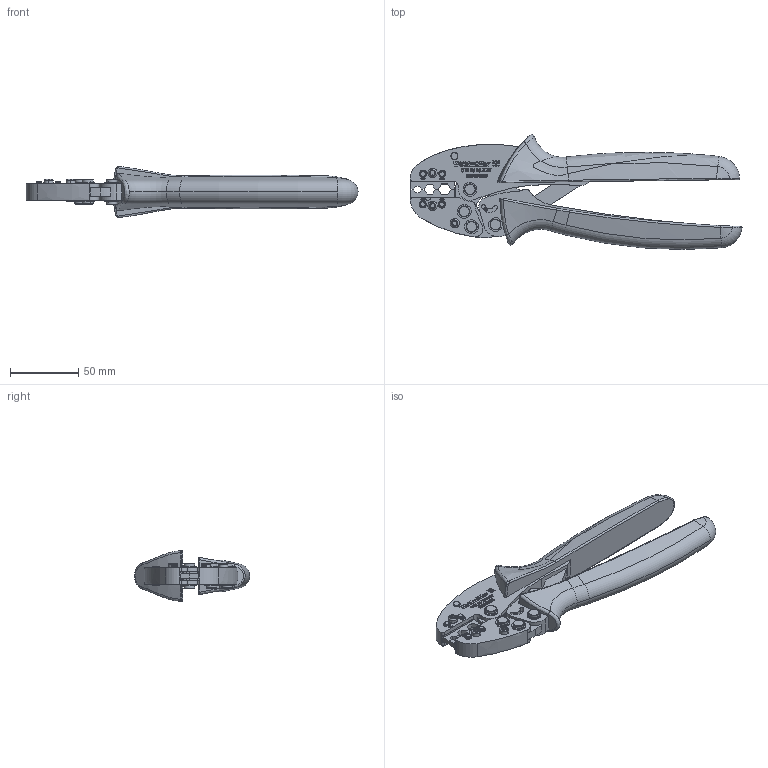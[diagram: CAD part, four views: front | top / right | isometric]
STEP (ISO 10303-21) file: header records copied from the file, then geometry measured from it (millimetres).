
FILE_DESCRIPTION(('CATIA V5 STEP Exchange','CAx-IF Rec.Pracs.--- Model Styling and Organization---1.5--- 2016-08-15','CAx-IF Rec.Pracs.---Supplemental Geometry---1.0---2011-11-01','CAx-IF Rec.Pracs.--- Composite Materials ---1.1---2010-07-15'),'2;1');
FILE_NAME ('010801-2_0', '2025-03-03T11:56:20+00:00', ('none'), ('Weidmueller'), 'CATIA Version 5-6 Release 2022 SP4 HF5', 'CATIA V5 STEP AP214 v3', 'none');
FILE_SCHEMA(('AUTOMOTIVE_DESIGN { 1 0 10303 214 1 1 1 1 }'));
Length unit declared in the file: millimetre
Products named in the file (1): 1292870000_CTN_25_D5_ZERT
Bounding box: 243.64 x 84.46 x 37.36 mm (x, y, z)
Volume: 185687.9 mm3; surface area: 42878.2 mm2
Topology: 1 solids, 2 shells, 1455 faces, 3965 edges, 2613 vertices
Faces by surface type: plane 575, extrusion 442, cylinder 249, bspline 86, cone 58, torus 38, sphere 5, revolution 2
Entity records: 56671 total; most frequent: CARTESIAN_POINT 22567, ORIENTED_EDGE 7918, DIRECTION 4294, EDGE_CURVE 3959, VERTEX_POINT 2613, VECTOR 2512, LINE 2070, B_SPLINE_CURVE_WITH_KNOTS 1715
